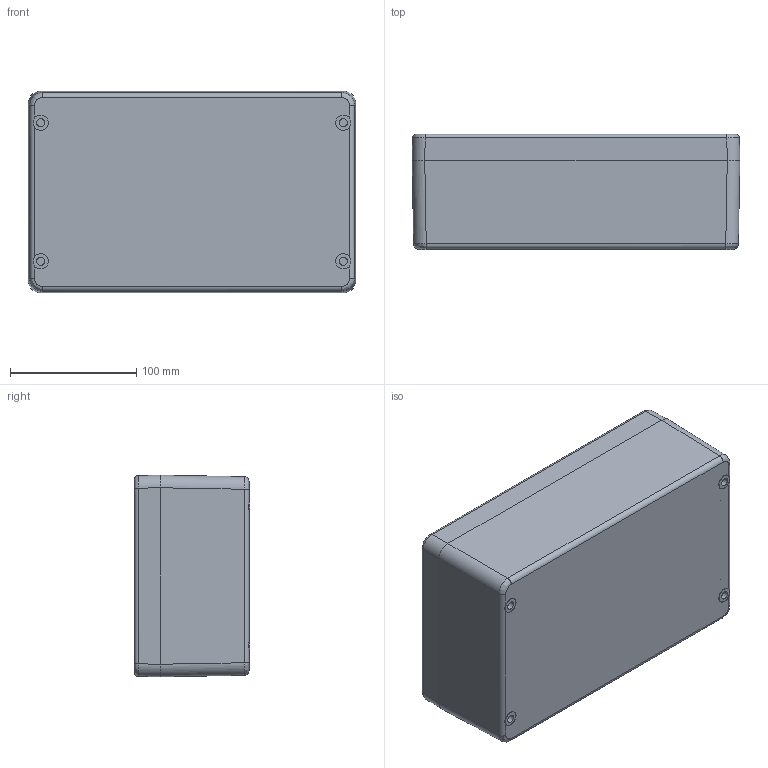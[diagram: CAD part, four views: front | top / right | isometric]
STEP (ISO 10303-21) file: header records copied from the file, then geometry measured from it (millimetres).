
FILE_DESCRIPTION (( 'STEP AP214' ), '1' );
FILE_NAME ('2367-2616-09-00.step', '2023-11-08T08:22:11', ( '' ), ( '' ), 'SwSTEP 2.0', 'SolidWorks 2019', '' );
FILE_SCHEMA (( 'AUTOMOTIVE_DESIGN' ));
Length unit declared in the file: millimetre
Products named in the file (5): DeckelschraubeM6x30; 2367-2616-09-00; Deckel^2367-2616-09-00; Unterteil^2367-2616-09-00
Assembly tree (7 placements, depth 3):
  2367-2616-09-00
    2367-2616-09-00
      Unterteil^2367-2616-09-00
      Deckel^2367-2616-09-00
      DeckelschraubeM6x30  x4
Bounding box: 260 x 91.5 x 160 mm (x, y, z)
Volume: 316453.5 mm3; surface area: 328390.5 mm2
Topology: 1 solids, 20 shells, 529 faces, 1362 edges, 858 vertices
Faces by surface type: plane 193, cylinder 192, cone 108, torus 20, bspline 16
Entity records: 13395 total; most frequent: CARTESIAN_POINT 4356, DIRECTION 1842, ORIENTED_EDGE 1826, EDGE_CURVE 935, AXIS2_PLACEMENT_3D 726, VERTEX_POINT 600, EDGE_LOOP 433, VECTOR 390
